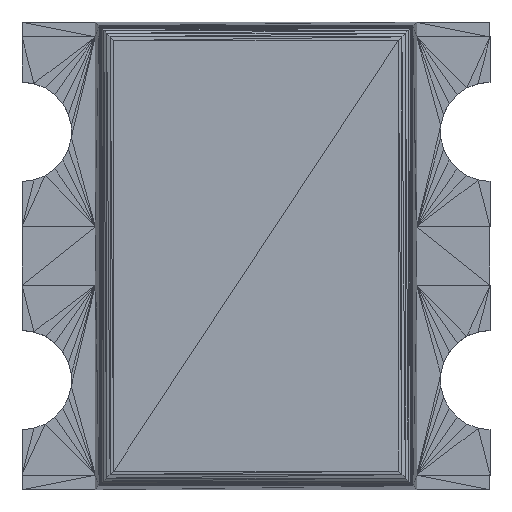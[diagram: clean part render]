
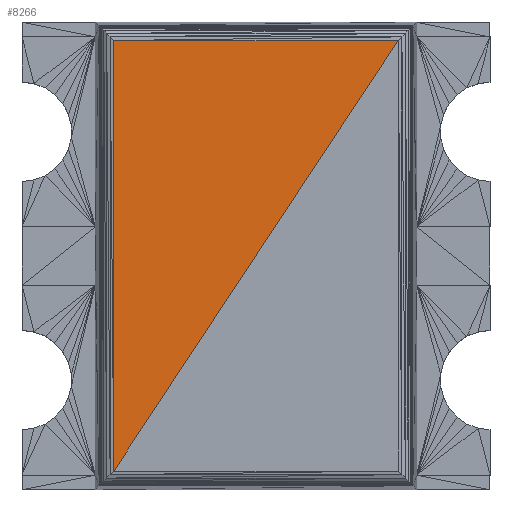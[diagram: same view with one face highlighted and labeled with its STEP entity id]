
A CAD part, top view. The second image highlights one B-rep face of the part: STEP entity #8266.
In plain terms, the highlighted planar face has unit normal (0, 0, 1).
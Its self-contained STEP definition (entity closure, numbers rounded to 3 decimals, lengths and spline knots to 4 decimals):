
#511=DIRECTION('',(-1.0,0.0,0.0));
#512=VECTOR('',#511,1000.0);
#1211=DIRECTION('',(0.0,-1.0,0.0));
#1212=VECTOR('',#1211,1000.0);
#7796=CARTESIAN_POINT('',(0.4868,0.7368,0.6));
#7797=VERTEX_POINT('',#7796);
#7798=CARTESIAN_POINT('',(-0.4868,-0.7368,0.6));
#7799=VERTEX_POINT('',#7798);
#7800=CARTESIAN_POINT('',(-0.4868,0.7368,0.6));
#7801=VERTEX_POINT('',#7800);
#8238=DIRECTION('',(-0.551,-0.834,0.0));
#8239=VECTOR('',#8238,1000.0);
#8240=LINE('',#7796,#8239);
#8241=EDGE_CURVE('',#7797,#7799,#8240,.T.);
#8253=LINE('',#7796,#512);
#8254=EDGE_CURVE('',#7797,#7801,#8253,.T.);
#8255=LINE('',#7800,#1212);
#8256=EDGE_CURVE('',#7801,#7799,#8255,.T.);
#8257=ORIENTED_EDGE('',*,*,#8241,.F.);
#8258=ORIENTED_EDGE('',*,*,#8254,.T.);
#8259=ORIENTED_EDGE('',*,*,#8256,.T.);
#8260=DIRECTION('',(0.0,-0.0,1.0));
#8261=DIRECTION('',(0.551,0.834,0.0));
#8262=AXIS2_PLACEMENT_3D('',#7798,#8260,#8261);
#8263=PLANE('',#8262);
#8264=EDGE_LOOP('',(#8257,#8258,#8259));
#8265=FACE_BOUND('',#8264,.T.);
#8266=ADVANCED_FACE('',(#8265),#8263,.T.);
